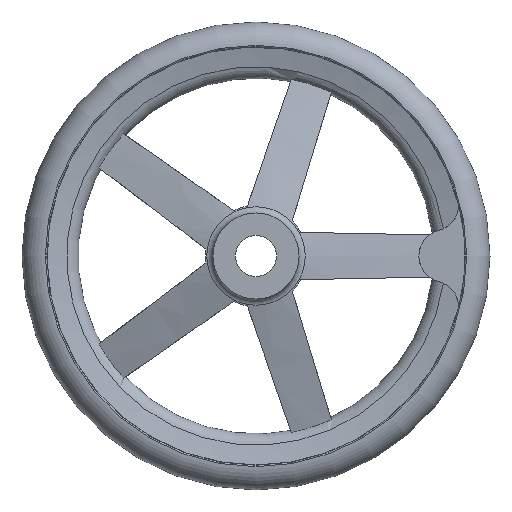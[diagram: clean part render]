
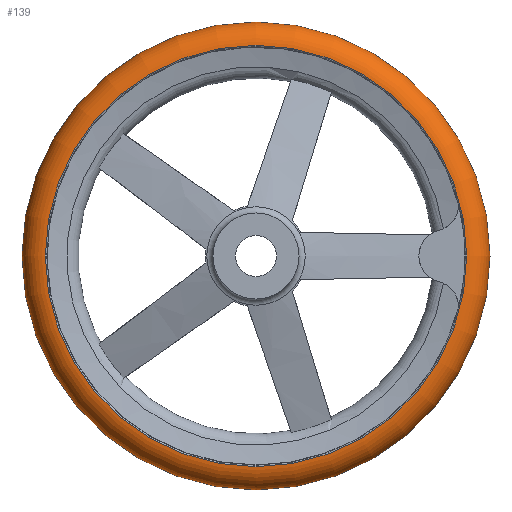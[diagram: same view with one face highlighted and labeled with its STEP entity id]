
A CAD part, front view. The second image highlights one B-rep face of the part: STEP entity #139.
In plain terms, the highlighted toroidal (fillet/blend) face has major radius 112 mm and minor radius 13 mm.
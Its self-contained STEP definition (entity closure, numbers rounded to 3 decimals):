
#139 = ADVANCED_FACE( '', ( #298, #299, #300 ), #301, .T. );
#298 = FACE_BOUND( '', #462, .T. );
#299 = FACE_OUTER_BOUND( '', #463, .T. );
#300 = FACE_OUTER_BOUND( '', #464, .T. );
#301 = TOROIDAL_SURFACE( '', #465, 112., 13. );
#462 = VERTEX_LOOP( '', #797 );
#463 = EDGE_LOOP( '', ( #798 ) );
#464 = EDGE_LOOP( '', ( #799 ) );
#465 = AXIS2_PLACEMENT_3D( '', #800, #801, #802 );
#797 = VERTEX_POINT( '', #1052 );
#798 = ORIENTED_EDGE( '', *, *, #1006, .T. );
#799 = ORIENTED_EDGE( '', *, *, #1031, .F. );
#800 = CARTESIAN_POINT( '', ( 0., 37., 0. ) );
#801 = DIRECTION( '', ( 0., -1., 0. ) );
#802 = DIRECTION( '', ( 0., 0., -1. ) );
#1006 = EDGE_CURVE( '', #1234, #1234, #1235, .T. );
#1031 = EDGE_CURVE( '', #1266, #1266, #1267, .T. );
#1052 = CARTESIAN_POINT( '', ( 0., 37., -125. ) );
#1234 = VERTEX_POINT( '', #1816 );
#1235 = CIRCLE( '', #1817, 112.542 );
#1266 = VERTEX_POINT( '', #1972 );
#1267 = CIRCLE( '', #1973, 112.542 );
#1816 = CARTESIAN_POINT( '', ( 0., 49.989, -112.542 ) );
#1817 = AXIS2_PLACEMENT_3D( '', #2271, #2272, #2273 );
#1972 = CARTESIAN_POINT( '', ( 0., 24.011, -112.542 ) );
#1973 = AXIS2_PLACEMENT_3D( '', #2282, #2283, #2284 );
#2271 = CARTESIAN_POINT( '', ( 0., 49.989, 0. ) );
#2272 = DIRECTION( '', ( 0., -1., 0. ) );
#2273 = DIRECTION( '', ( 0., 0., -1. ) );
#2282 = CARTESIAN_POINT( '', ( 0., 24.011, 0. ) );
#2283 = DIRECTION( '', ( 0., -1., 0. ) );
#2284 = DIRECTION( '', ( 0., 0., -1. ) );
